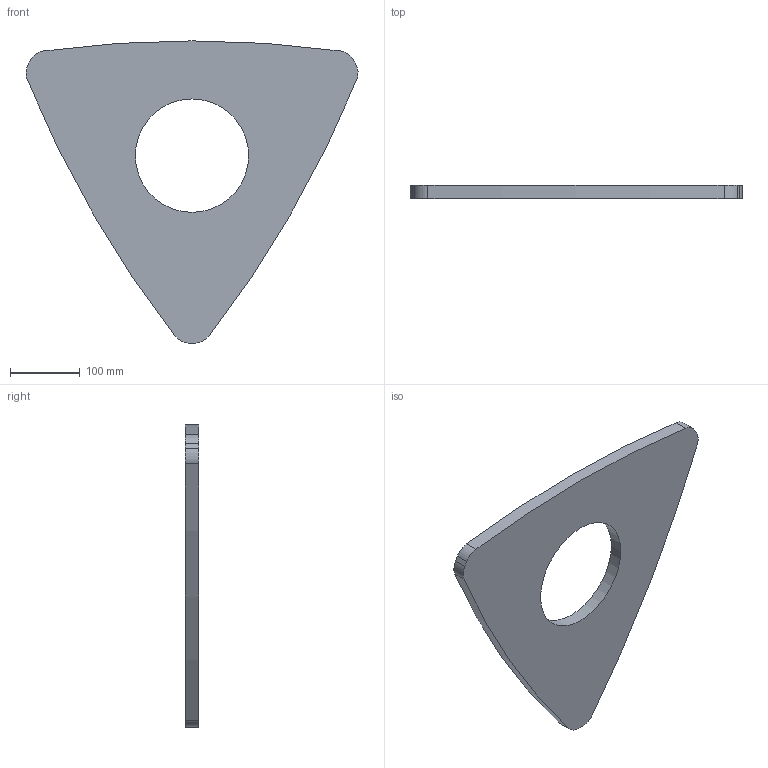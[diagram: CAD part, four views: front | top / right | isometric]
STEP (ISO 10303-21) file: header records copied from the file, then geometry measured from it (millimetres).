
FILE_DESCRIPTION(/* description */ (''),/* implementation_level */ '2;1');
FILE_NAME(/* name */ 'BaseMkII.step',/* time_stamp */ '2018-08-29T16:22:29-04:00',/* author */ (''),/* organization */ (''),/* preprocessor_version */ 'ST-DEVELOPER v17.2',/* originating_system */ 'Autodesk Translation Framework v7.6.0.251',/* authorisation */ '');
FILE_SCHEMA (('AUTOMOTIVE_DESIGN { 1 0 10303 214 3 1 1 }'));
Length unit declared in the file: millimetre
Products named in the file (2): BaseMkII; Top base
Assembly tree (1 placements, depth 2):
  BaseMkII
    Top base
Bounding box: 475.3 x 19 x 432.67 mm (x, y, z)
Volume: 2020756.4 mm3; surface area: 249711.2 mm2
Topology: 1 solids, 1 shells, 15 faces, 39 edges, 26 vertices
Faces by surface type: cylinder 10, plane 5
Full cylindrical faces by diameter (mm): 162.368 x1
Entity records: 544 total; most frequent: DIRECTION 95, CARTESIAN_POINT 83, ORIENTED_EDGE 78, EDGE_CURVE 39, AXIS2_PLACEMENT_3D 38, VERTEX_POINT 26, CIRCLE 20, LINE 19
